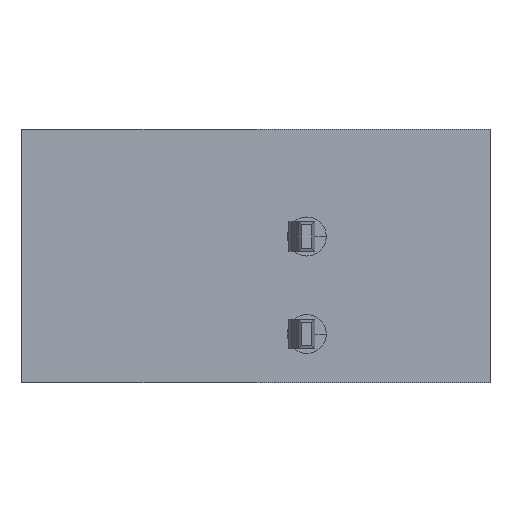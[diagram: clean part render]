
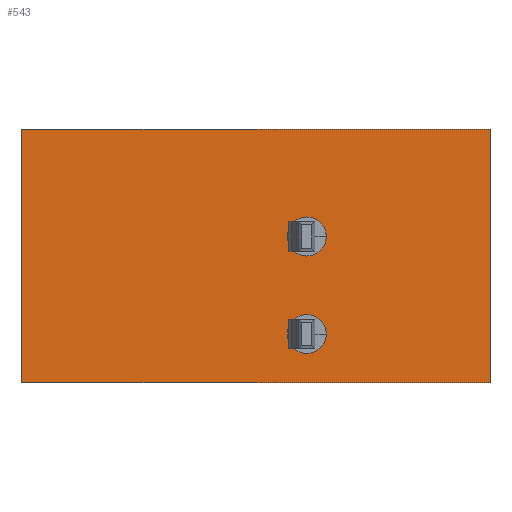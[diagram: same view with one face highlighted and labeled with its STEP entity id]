
A CAD part, front view. The second image highlights one B-rep face of the part: STEP entity #543.
In plain terms, the highlighted planar face has unit normal (0, -1, 0).
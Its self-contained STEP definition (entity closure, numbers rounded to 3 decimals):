
#543=ADVANCED_FACE('',(#1110,#1111,#1112),#1113,.T.);
#1110=FACE_OUTER_BOUND('',#1696,.T.);
#1111=FACE_BOUND('',#1697,.T.);
#1112=FACE_BOUND('',#1698,.T.);
#1113=PLANE('',#1699);
#1696=EDGE_LOOP('',(#3332,#3333,#3334,#3335));
#1697=EDGE_LOOP('',(#3336,#3337));
#1698=EDGE_LOOP('',(#3338,#3339));
#1699=AXIS2_PLACEMENT_3D('',#3340,#3341,#3342);
#3332=ORIENTED_EDGE('',*,*,#3983,.T.);
#3333=ORIENTED_EDGE('',*,*,#3906,.T.);
#3334=ORIENTED_EDGE('',*,*,#4057,.T.);
#3335=ORIENTED_EDGE('',*,*,#4148,.T.);
#3336=ORIENTED_EDGE('',*,*,#4230,.F.);
#3337=ORIENTED_EDGE('',*,*,#4199,.F.);
#3338=ORIENTED_EDGE('',*,*,#3815,.F.);
#3339=ORIENTED_EDGE('',*,*,#4231,.F.);
#3340=CARTESIAN_POINT('',(25.75,18.05,24.117));
#3341=DIRECTION('',(0.0,-1.0,0.0));
#3342=DIRECTION('',(0.0,0.0,-1.0));
#3815=EDGE_CURVE('',#4686,#4687,#4688,.T.);
#3906=EDGE_CURVE('',#4816,#4824,#4826,.T.);
#3983=EDGE_CURVE('',#4930,#4816,#4931,.T.);
#4057=EDGE_CURVE('',#4824,#5024,#5026,.T.);
#4148=EDGE_CURVE('',#5024,#4930,#5170,.T.);
#4199=EDGE_CURVE('',#5226,#5228,#5229,.T.);
#4230=EDGE_CURVE('',#5228,#5226,#5266,.T.);
#4231=EDGE_CURVE('',#4687,#4686,#5267,.T.);
#4686=VERTEX_POINT('',#6070);
#4687=VERTEX_POINT('',#6071);
#4688=CIRCLE('',#6072,0.5);
#4816=VERTEX_POINT('',#6397);
#4824=VERTEX_POINT('',#6409);
#4826=LINE('',#6412,#6413);
#4930=VERTEX_POINT('',#6556);
#4931=LINE('',#6557,#6558);
#5024=VERTEX_POINT('',#6689);
#5026=LINE('',#6692,#6693);
#5170=LINE('',#6891,#6892);
#5226=VERTEX_POINT('',#6972);
#5228=VERTEX_POINT('',#6975);
#5229=CIRCLE('',#6976,0.5);
#5266=CIRCLE('',#7030,0.5);
#5267=CIRCLE('',#7031,0.5);
#6070=CARTESIAN_POINT('',(21.85,18.05,25.4));
#6071=CARTESIAN_POINT('',(20.85,18.05,25.4));
#6072=AXIS2_PLACEMENT_3D('',#7400,#7401,#7402);
#6397=CARTESIAN_POINT('',(26.05,18.05,28.15));
#6409=CARTESIAN_POINT('',(14.05,18.05,28.15));
#6412=CARTESIAN_POINT('',(14.05,18.05,28.15));
#6413=VECTOR('',#7521,1.0);
#6556=CARTESIAN_POINT('',(26.05,18.05,21.65));
#6557=CARTESIAN_POINT('',(26.05,18.05,22.72));
#6558=VECTOR('',#7609,1.0);
#6689=CARTESIAN_POINT('',(14.05,18.05,21.65));
#6692=CARTESIAN_POINT('',(14.05,18.05,22.72));
#6693=VECTOR('',#7676,1.0);
#6891=CARTESIAN_POINT('',(14.05,18.05,21.65));
#6892=VECTOR('',#7791,1.0);
#6972=CARTESIAN_POINT('',(21.85,18.05,22.9));
#6975=CARTESIAN_POINT('',(20.85,18.05,22.9));
#6976=AXIS2_PLACEMENT_3D('',#7826,#7827,#7828);
#7030=AXIS2_PLACEMENT_3D('',#7849,#7850,#7851);
#7031=AXIS2_PLACEMENT_3D('',#7852,#7853,#7854);
#7400=CARTESIAN_POINT('',(21.35,18.05,25.4));
#7401=DIRECTION('',(0.0,-1.0,0.0));
#7402=DIRECTION('',(1.0,0.0,0.0));
#7521=DIRECTION('',(-1.0,0.0,0.0));
#7609=DIRECTION('',(0.0,0.0,1.0));
#7676=DIRECTION('',(0.0,0.0,-1.0));
#7791=DIRECTION('',(1.0,0.0,0.0));
#7826=CARTESIAN_POINT('',(21.35,18.05,22.9));
#7827=DIRECTION('',(0.0,-1.0,0.0));
#7828=DIRECTION('',(1.0,0.0,0.0));
#7849=CARTESIAN_POINT('',(21.35,18.05,22.9));
#7850=DIRECTION('',(0.0,-1.0,0.0));
#7851=DIRECTION('',(1.0,0.0,0.0));
#7852=CARTESIAN_POINT('',(21.35,18.05,25.4));
#7853=DIRECTION('',(0.0,-1.0,0.0));
#7854=DIRECTION('',(1.0,0.0,0.0));
